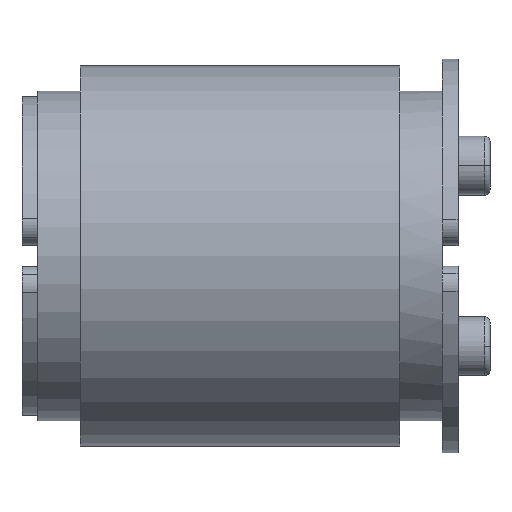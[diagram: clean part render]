
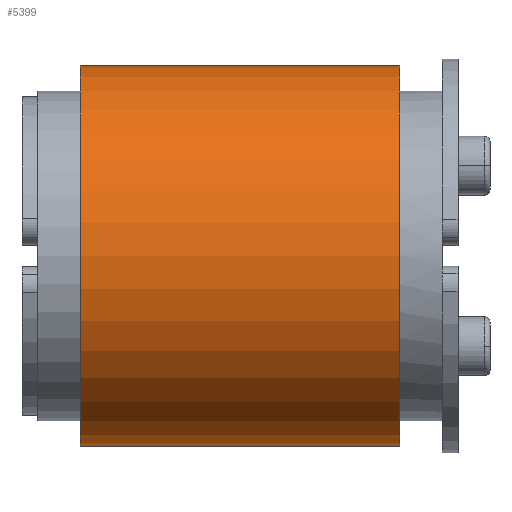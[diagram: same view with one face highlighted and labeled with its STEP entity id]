
A CAD part, top view. The second image highlights one B-rep face of the part: STEP entity #5399.
In plain terms, the highlighted cylindrical face has radius 17.9 mm (diameter 35.8 mm), a partial arc.
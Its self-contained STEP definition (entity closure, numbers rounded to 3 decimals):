
#49=CARTESIAN_POINT('',(-15.0,-17.9,0.));
#50=VERTEX_POINT('',#49);
#51=CARTESIAN_POINT('',(15.0,-17.9,0.));
#52=VERTEX_POINT('',#51);
#53=CARTESIAN_POINT('',(-15.0,-17.9,0.));
#54=DIRECTION('',(1.0,0.0,0.0));
#55=VECTOR('',#54,30.0);
#56=LINE('',#53,#55);
#57=EDGE_CURVE('',#50,#52,#56,.T.);
#59=CARTESIAN_POINT('',(-15.0,17.9,0.));
#60=VERTEX_POINT('',#59);
#68=CARTESIAN_POINT('',(15.0,17.9,0.));
#69=VERTEX_POINT('',#68);
#70=CARTESIAN_POINT('',(15.0,17.9,0.));
#71=DIRECTION('',(-1.0,0.0,0.0));
#72=VECTOR('',#71,30.0);
#73=LINE('',#70,#72);
#74=EDGE_CURVE('',#69,#60,#73,.T.);
#5367=CARTESIAN_POINT('',(-15.0,0.0,0.0));
#5368=DIRECTION('',(1.0,0.0,0.0));
#5369=DIRECTION('',(0.0,-1.0,0.0));
#5370=AXIS2_PLACEMENT_3D('',#5367,#5368,#5369);
#5371=CIRCLE('',#5370,17.9);
#5372=EDGE_CURVE('',#60,#50,#5371,.T.);
#5382=CARTESIAN_POINT('',(0.0,0.0,0.0));
#5383=DIRECTION('',(1.0,0.0,0.0));
#5384=DIRECTION('',(0.0,-1.0,0.0));
#5385=AXIS2_PLACEMENT_3D('',#5382,#5383,#5384);
#5386=CYLINDRICAL_SURFACE('',#5385,17.9);
#5387=ORIENTED_EDGE('',*,*,#57,.T.);
#5388=CARTESIAN_POINT('',(15.0,0.0,0.0));
#5389=DIRECTION('',(-1.0,0.0,0.0));
#5390=DIRECTION('',(0.0,-1.0,0.0));
#5391=AXIS2_PLACEMENT_3D('',#5388,#5389,#5390);
#5392=CIRCLE('',#5391,17.9);
#5393=EDGE_CURVE('',#52,#69,#5392,.T.);
#5394=ORIENTED_EDGE('',*,*,#5393,.T.);
#5395=ORIENTED_EDGE('',*,*,#74,.T.);
#5396=ORIENTED_EDGE('',*,*,#5372,.T.);
#5397=EDGE_LOOP('',(#5387,#5394,#5395,#5396));
#5398=FACE_OUTER_BOUND('',#5397,.T.);
#5399=ADVANCED_FACE('',(#5398),#5386,.T.);
